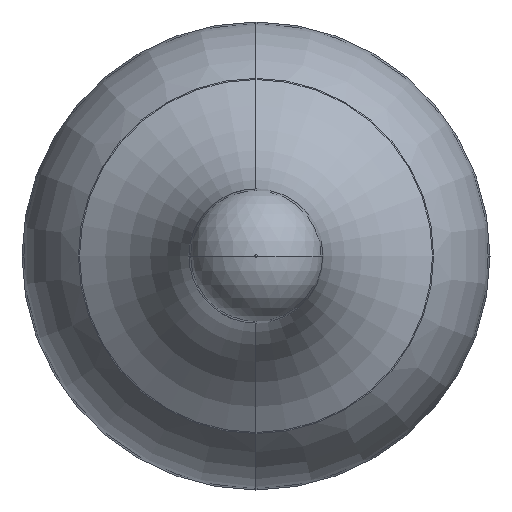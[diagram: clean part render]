
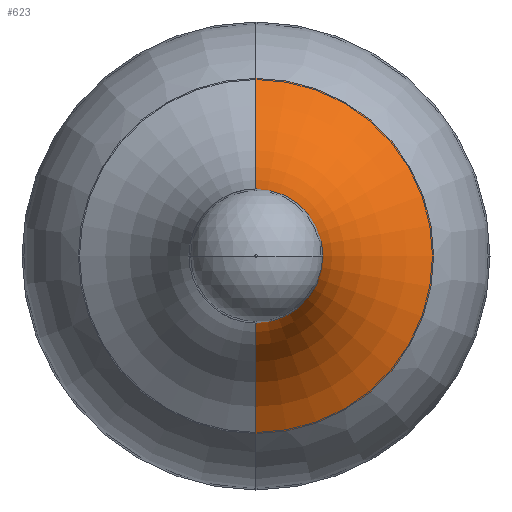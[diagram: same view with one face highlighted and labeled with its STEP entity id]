
A CAD part, left-side view. The second image highlights one B-rep face of the part: STEP entity #623.
In plain terms, the highlighted toroidal (fillet/blend) face has major radius 3.644 mm and minor radius 2.793 mm.
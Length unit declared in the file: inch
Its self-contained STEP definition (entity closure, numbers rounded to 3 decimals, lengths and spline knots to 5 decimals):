
#5 = AXIS2_PLACEMENT_3D ( 'NONE', #650, #649, #658 ) ;
#24 = ORIENTED_EDGE ( 'NONE', *, *, #596, .F. ) ;
#28 = CARTESIAN_POINT ( 'NONE',  ( 0.13878, 0., -0.09298 ) ) ;
#38 = EDGE_CURVE ( 'NONE', #1062, #238, #1014, .T. ) ;
#69 = CIRCLE ( 'NONE', #1095, 0.09298 ) ;
#92 = ORIENTED_EDGE ( 'NONE', *, *, #743, .T. ) ;
#125 = AXIS2_PLACEMENT_3D ( 'NONE', #487, #837, #1211 ) ;
#152 = FACE_OUTER_BOUND ( 'NONE', #1232, .T. ) ;
#229 = CARTESIAN_POINT ( 'NONE',  ( 0.04525, 0., -0.03358 ) ) ;
#238 = VERTEX_POINT ( 'NONE', #352 ) ;
#331 = VERTEX_POINT ( 'NONE', #28 ) ;
#352 = CARTESIAN_POINT ( 'NONE',  ( 0.13878, 0., 0.09298 ) ) ;
#426 = CARTESIAN_POINT ( 'NONE',  ( 0.04525, -0.03358, 0. ) ) ;
#445 = CIRCLE ( 'NONE', #999, 0.03358 ) ;
#465 = ORIENTED_EDGE ( 'NONE', *, *, #969, .F. ) ;
#467 = CARTESIAN_POINT ( 'NONE',  ( 0.04525, 0., 0. ) ) ;
#471 = CARTESIAN_POINT ( 'NONE',  ( 0.04525, 0., 0. ) ) ;
#475 = DIRECTION ( 'NONE',  ( -1., 0., 0. ) ) ;
#479 = DIRECTION ( 'NONE',  ( -1., 0., 0. ) ) ;
#484 = DIRECTION ( 'NONE',  ( 0., 0., 1. ) ) ;
#485 = DIRECTION ( 'NONE',  ( 0., 0., 1. ) ) ;
#487 = CARTESIAN_POINT ( 'NONE',  ( 0.04109, 0., -0.14346 ) ) ;
#596 = EDGE_CURVE ( 'NONE', #934, #975, #445, .T. ) ;
#623 = ADVANCED_FACE ( 'NONE', ( #152 ), #950, .F. ) ;
#649 = DIRECTION ( 'NONE',  ( -1., 0., 0. ) ) ;
#650 = CARTESIAN_POINT ( 'NONE',  ( 0.04109, 0., 0. ) ) ;
#658 = DIRECTION ( 'NONE',  ( 0., 0., 1. ) ) ;
#742 = DIRECTION ( 'NONE',  ( 0., 0., -1. ) ) ;
#743 = EDGE_CURVE ( 'NONE', #331, #238, #69, .T. ) ;
#778 = DIRECTION ( 'NONE',  ( 0., -1., 0. ) ) ;
#783 = CARTESIAN_POINT ( 'NONE',  ( 0.04109, 0., 0.14346 ) ) ;
#817 = EDGE_CURVE ( 'NONE', #934, #331, #1141, .T. ) ;
#824 = ORIENTED_EDGE ( 'NONE', *, *, #38, .F. ) ;
#837 = DIRECTION ( 'NONE',  ( 0., 1., 0. ) ) ;
#934 = VERTEX_POINT ( 'NONE', #229 ) ;
#941 = CARTESIAN_POINT ( 'NONE',  ( 0.04525, 0., 0.03358 ) ) ;
#950 = TOROIDAL_SURFACE ( 'NONE', #5, 0.14346, 0.10996 ) ;
#969 = EDGE_CURVE ( 'NONE', #975, #1062, #1214, .T. ) ;
#975 = VERTEX_POINT ( 'NONE', #426 ) ;
#999 = AXIS2_PLACEMENT_3D ( 'NONE', #467, #475, #484 ) ;
#1008 = ORIENTED_EDGE ( 'NONE', *, *, #817, .T. ) ;
#1014 = CIRCLE ( 'NONE', #1221, 0.10996 ) ;
#1062 = VERTEX_POINT ( 'NONE', #941 ) ;
#1067 = CARTESIAN_POINT ( 'NONE',  ( 0.13878, 0., 0. ) ) ;
#1069 = DIRECTION ( 'NONE',  ( -1., 0., 0. ) ) ;
#1071 = DIRECTION ( 'NONE',  ( 0., 0., 1. ) ) ;
#1095 = AXIS2_PLACEMENT_3D ( 'NONE', #1067, #1069, #1071 ) ;
#1126 = AXIS2_PLACEMENT_3D ( 'NONE', #471, #479, #485 ) ;
#1141 = CIRCLE ( 'NONE', #125, 0.10996 ) ;
#1211 = DIRECTION ( 'NONE',  ( 0., 0., 1. ) ) ;
#1214 = CIRCLE ( 'NONE', #1126, 0.03358 ) ;
#1221 = AXIS2_PLACEMENT_3D ( 'NONE', #783, #778, #742 ) ;
#1232 = EDGE_LOOP ( 'NONE', ( #24, #1008, #92, #824, #465 ) ) ;
